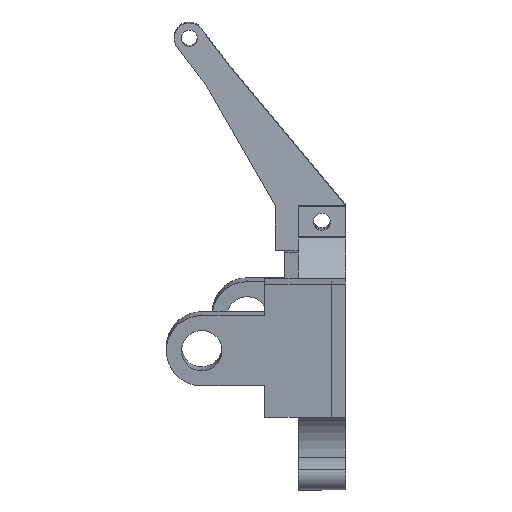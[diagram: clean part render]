
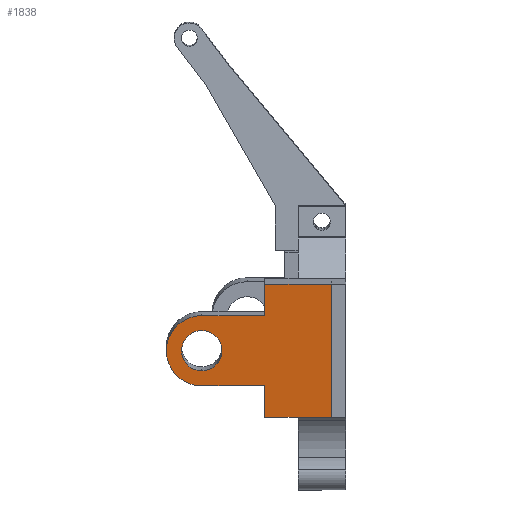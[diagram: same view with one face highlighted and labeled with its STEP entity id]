
A CAD part, top view. The second image highlights one B-rep face of the part: STEP entity #1838.
In plain terms, the highlighted planar face has unit normal (0, -0.132, 0.991).
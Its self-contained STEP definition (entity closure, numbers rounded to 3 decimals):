
#44 = CARTESIAN_POINT ( 'NONE',  ( 513., -44.908, 359.095 ) ) ;
#58 = CARTESIAN_POINT ( 'NONE',  ( 480., -29.379, 361.158 ) ) ;
#81 = LINE ( 'NONE', #58, #1244 ) ;
#113 = ORIENTED_EDGE ( 'NONE', *, *, #609, .F. ) ;
#117 = CARTESIAN_POINT ( 'NONE',  ( 448.877, -29.379, 361.158 ) ) ;
#274 = LINE ( 'NONE', #1747, #2180 ) ;
#279 = LINE ( 'NONE', #1780, #2785 ) ;
#286 = ORIENTED_EDGE ( 'NONE', *, *, #3475, .F. ) ;
#289 = EDGE_CURVE ( 'NONE', #1567, #1194, #1783, .T. ) ;
#291 = EDGE_LOOP ( 'NONE', ( #113, #286 ) ) ;
#402 = LINE ( 'NONE', #117, #3628 ) ;
#438 = CARTESIAN_POINT ( 'NONE',  ( 480., -44.908, 359.095 ) ) ;
#519 = ORIENTED_EDGE ( 'NONE', *, *, #2313, .T. ) ;
#570 = VERTEX_POINT ( 'NONE', #2342 ) ;
#609 = EDGE_CURVE ( 'NONE', #3503, #570, #1665, .T. ) ;
#684 = ORIENTED_EDGE ( 'NONE', *, *, #289, .T. ) ;
#696 = DIRECTION ( 'NONE',  ( 0., -0.991, -0.132 ) ) ;
#858 = VECTOR ( 'NONE', #2174, 1000. ) ;
#950 = CARTESIAN_POINT ( 'NONE',  ( 480., 20.845, 367.83 ) ) ;
#979 = EDGE_CURVE ( 'NONE', #1194, #1487, #279, .T. ) ;
#1010 = CARTESIAN_POINT ( 'NONE',  ( 513., -44.908, 359.095 ) ) ;
#1122 = FACE_OUTER_BOUND ( 'NONE', #3126, .T. ) ;
#1138 = AXIS2_PLACEMENT_3D ( 'NONE', #2060, #3195, #1722 ) ;
#1194 = VERTEX_POINT ( 'NONE', #3130 ) ;
#1199 = CARTESIAN_POINT ( 'NONE',  ( 448.877, -29.379, 361.158 ) ) ;
#1244 = VECTOR ( 'NONE', #2140, 1000. ) ;
#1272 = LINE ( 'NONE', #438, #3192 ) ;
#1274 = DIRECTION ( 'NONE',  ( 1., 0., 0. ) ) ;
#1339 = LINE ( 'NONE', #2518, #858 ) ;
#1436 = AXIS2_PLACEMENT_3D ( 'NONE', #2164, #3344, #696 ) ;
#1443 = DIRECTION ( 'NONE',  ( -1., 0., 0. ) ) ;
#1485 = AXIS2_PLACEMENT_3D ( 'NONE', #1880, #2753, #3352 ) ;
#1486 = VERTEX_POINT ( 'NONE', #1199 ) ;
#1487 = VERTEX_POINT ( 'NONE', #950 ) ;
#1492 = CIRCLE ( 'NONE', #1436, 10. ) ;
#1567 = VERTEX_POINT ( 'NONE', #1010 ) ;
#1665 = CIRCLE ( 'NONE', #3461, 10. ) ;
#1722 = DIRECTION ( 'NONE',  ( 0., -0.991, -0.132 ) ) ;
#1732 = CARTESIAN_POINT ( 'NONE',  ( 448.877, 5.316, 365.767 ) ) ;
#1747 = CARTESIAN_POINT ( 'NONE',  ( 480., 20.845, 367.83 ) ) ;
#1780 = CARTESIAN_POINT ( 'NONE',  ( 513., 20.845, 367.83 ) ) ;
#1783 = LINE ( 'NONE', #44, #2858 ) ;
#1786 = CARTESIAN_POINT ( 'NONE',  ( 480., -29.379, 361.158 ) ) ;
#1788 = ORIENTED_EDGE ( 'NONE', *, *, #2136, .F. ) ;
#1821 = VERTEX_POINT ( 'NONE', #1732 ) ;
#1838 = ADVANCED_FACE ( 'NONE', ( #1122, #2317 ), #3494, .T. ) ;
#1880 = CARTESIAN_POINT ( 'NONE',  ( 448.877, -12.032, 363.463 ) ) ;
#1894 = CARTESIAN_POINT ( 'NONE',  ( 448.877, -12.032, 363.463 ) ) ;
#1907 = EDGE_CURVE ( 'NONE', #3003, #1567, #1272, .T. ) ;
#2060 = CARTESIAN_POINT ( 'NONE',  ( 448.877, -12.032, 363.463 ) ) ;
#2136 = EDGE_CURVE ( 'NONE', #1821, #2552, #1339, .T. ) ;
#2140 = DIRECTION ( 'NONE',  ( 0., -0.991, -0.132 ) ) ;
#2164 = CARTESIAN_POINT ( 'NONE',  ( 448.877, -12.032, 363.463 ) ) ;
#2174 = DIRECTION ( 'NONE',  ( 1., 0., 0. ) ) ;
#2180 = VECTOR ( 'NONE', #3200, 1000. ) ;
#2275 = ORIENTED_EDGE ( 'NONE', *, *, #3500, .T. ) ;
#2313 = EDGE_CURVE ( 'NONE', #1821, #1486, #2824, .T. ) ;
#2317 = FACE_BOUND ( 'NONE', #291, .T. ) ;
#2342 = CARTESIAN_POINT ( 'NONE',  ( 448.877, -21.944, 362.146 ) ) ;
#2482 = DIRECTION ( 'NONE',  ( 1., 0., 0. ) ) ;
#2518 = CARTESIAN_POINT ( 'NONE',  ( 448.877, 5.316, 365.767 ) ) ;
#2552 = VERTEX_POINT ( 'NONE', #3242 ) ;
#2619 = CARTESIAN_POINT ( 'NONE',  ( 448.877, -2.119, 364.78 ) ) ;
#2642 = EDGE_CURVE ( 'NONE', #1486, #3279, #402, .T. ) ;
#2753 = DIRECTION ( 'NONE',  ( 0., -0.132, 0.991 ) ) ;
#2785 = VECTOR ( 'NONE', #1443, 1000. ) ;
#2824 = CIRCLE ( 'NONE', #1138, 17.5 ) ;
#2858 = VECTOR ( 'NONE', #3652, 1000. ) ;
#2942 = CARTESIAN_POINT ( 'NONE',  ( 480., -44.908, 359.095 ) ) ;
#3003 = VERTEX_POINT ( 'NONE', #2942 ) ;
#3020 = DIRECTION ( 'NONE',  ( 0., -0.132, 0.991 ) ) ;
#3126 = EDGE_LOOP ( 'NONE', ( #3214, #3182, #684, #3449, #2275, #1788, #519, #3312 ) ) ;
#3130 = CARTESIAN_POINT ( 'NONE',  ( 513., 20.845, 367.83 ) ) ;
#3182 = ORIENTED_EDGE ( 'NONE', *, *, #1907, .T. ) ;
#3192 = VECTOR ( 'NONE', #2482, 1000. ) ;
#3195 = DIRECTION ( 'NONE',  ( 0., -0.132, 0.991 ) ) ;
#3200 = DIRECTION ( 'NONE',  ( 0., -0.991, -0.132 ) ) ;
#3214 = ORIENTED_EDGE ( 'NONE', *, *, #3725, .T. ) ;
#3242 = CARTESIAN_POINT ( 'NONE',  ( 480., 5.316, 365.767 ) ) ;
#3279 = VERTEX_POINT ( 'NONE', #1786 ) ;
#3312 = ORIENTED_EDGE ( 'NONE', *, *, #2642, .T. ) ;
#3344 = DIRECTION ( 'NONE',  ( 0., -0.132, 0.991 ) ) ;
#3349 = DIRECTION ( 'NONE',  ( 0., -0.991, -0.132 ) ) ;
#3352 = DIRECTION ( 'NONE',  ( 0., -0.991, -0.132 ) ) ;
#3449 = ORIENTED_EDGE ( 'NONE', *, *, #979, .T. ) ;
#3461 = AXIS2_PLACEMENT_3D ( 'NONE', #1894, #3020, #3349 ) ;
#3475 = EDGE_CURVE ( 'NONE', #570, #3503, #1492, .T. ) ;
#3494 = PLANE ( 'NONE',  #1485 ) ;
#3500 = EDGE_CURVE ( 'NONE', #1487, #2552, #274, .T. ) ;
#3503 = VERTEX_POINT ( 'NONE', #2619 ) ;
#3628 = VECTOR ( 'NONE', #1274, 1000. ) ;
#3652 = DIRECTION ( 'NONE',  ( 0., 0.991, 0.132 ) ) ;
#3725 = EDGE_CURVE ( 'NONE', #3279, #3003, #81, .T. ) ;
